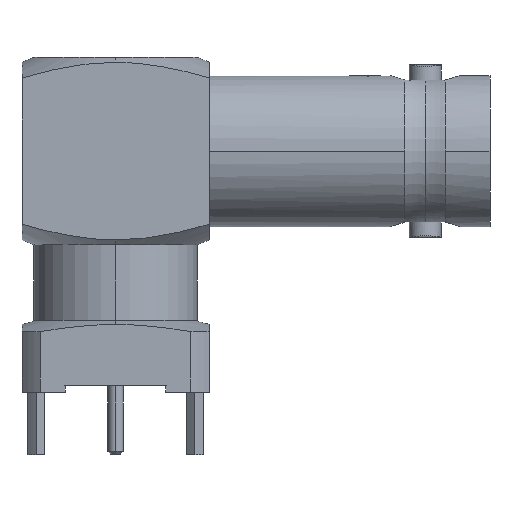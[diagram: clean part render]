
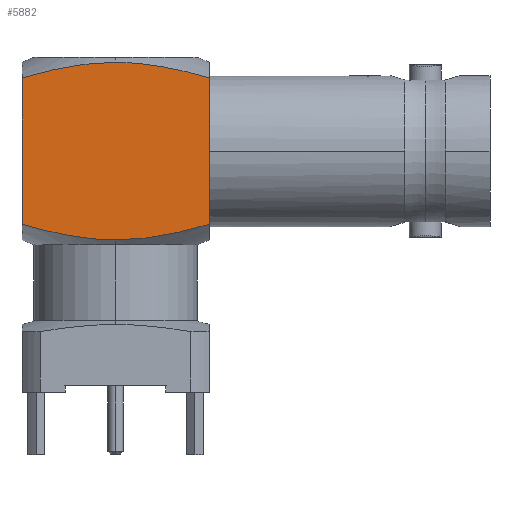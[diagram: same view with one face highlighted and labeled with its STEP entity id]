
A CAD part, left-side view. The second image highlights one B-rep face of the part: STEP entity #5882.
In plain terms, the highlighted planar face has unit normal (-1, 0, 0).
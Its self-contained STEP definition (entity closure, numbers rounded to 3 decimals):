
#41 = CARTESIAN_POINT ( 'NONE',  ( -6., 6., -10.693 ) ) ;
#724 = CARTESIAN_POINT ( 'NONE',  ( -6., -6., -1.307 ) ) ;
#775 = CARTESIAN_POINT ( 'NONE',  ( -6., 0., -0.303 ) ) ;
#1029 = CARTESIAN_POINT ( 'NONE',  ( -6., 0., -0.303 ) ) ;
#1207 = B_SPLINE_CURVE_WITH_KNOTS ( 'NONE', 3,
 ( #1029, #8861, #14115, #6299, #15391, #7610, #16700, #8926 ),
 .UNSPECIFIED., .F., .F.,
 ( 4, 2, 2, 4 ),
 ( 0.012, 0.014, 0.015, 0.018 ),
 .UNSPECIFIED. ) ;
#1333 = DIRECTION ( 'NONE',  ( 0., 0., -1. ) ) ;
#1373 = CARTESIAN_POINT ( 'NONE',  ( -6., 2.537, -11.495 ) ) ;
#1865 = B_SPLINE_CURVE_WITH_KNOTS ( 'NONE', 3,
 ( #11597, #15378, #14215, #6387, #15495, #7716 ),
 .UNSPECIFIED., .F., .F.,
 ( 4, 2, 4 ),
 ( 0.025, 0.028, 0.031 ),
 .UNSPECIFIED. ) ;
#2014 = LINE ( 'NONE', #2930, #8590 ) ;
#2193 = AXIS2_PLACEMENT_3D ( 'NONE', #6448, #15547, #7760 ) ;
#2265 = LINE ( 'NONE', #9230, #16152 ) ;
#2599 = CARTESIAN_POINT ( 'NONE',  ( -6., 0., -0.303 ) ) ;
#2666 = CARTESIAN_POINT ( 'NONE',  ( -6., 1.011, -11.671 ) ) ;
#2930 = CARTESIAN_POINT ( 'NONE',  ( -6., 6., 0. ) ) ;
#3359 = ORIENTED_EDGE ( 'NONE', *, *, #4287, .T. ) ;
#3531 = VERTEX_POINT ( 'NONE', #13265 ) ;
#3990 = CARTESIAN_POINT ( 'NONE',  ( -6., 0., -11.697 ) ) ;
#4105 = ORIENTED_EDGE ( 'NONE', *, *, #4509, .T. ) ;
#4256 = DIRECTION ( 'NONE',  ( 0., 0., 1. ) ) ;
#4287 = EDGE_CURVE ( 'NONE', #3531, #5368, #14355, .T. ) ;
#4509 = EDGE_CURVE ( 'NONE', #9675, #10150, #5141, .T. ) ;
#4636 = CARTESIAN_POINT ( 'NONE',  ( -6., 0., -11.697 ) ) ;
#4850 = EDGE_CURVE ( 'NONE', #5368, #16257, #1207, .T. ) ;
#4973 = CARTESIAN_POINT ( 'NONE',  ( -6., 6., -1.307 ) ) ;
#5141 = B_SPLINE_CURVE_WITH_KNOTS ( 'NONE', 3,
 ( #41, #15684, #6585, #1373, #10521, #2666, #11843, #3990 ),
 .UNSPECIFIED., .F., .F.,
 ( 4, 2, 2, 4 ),
 ( 0.019, 0.022, 0.023, 0.025 ),
 .UNSPECIFIED. ) ;
#5368 = VERTEX_POINT ( 'NONE', #2599 ) ;
#5882 = ADVANCED_FACE ( 'NONE', ( #15735 ), #16683, .T. ) ;
#6046 = EDGE_LOOP ( 'NONE', ( #9590, #4105, #15000, #7526, #3359, #14244 ) ) ;
#6299 = CARTESIAN_POINT ( 'NONE',  ( -6., 2.027, -0.43 ) ) ;
#6387 = CARTESIAN_POINT ( 'NONE',  ( -6., -4.019, -11.226 ) ) ;
#6448 = CARTESIAN_POINT ( 'NONE',  ( -6., -6., -12. ) ) ;
#6585 = CARTESIAN_POINT ( 'NONE',  ( -6., 4.045, -11.22 ) ) ;
#6990 = EDGE_CURVE ( 'NONE', #10150, #14163, #1865, .T. ) ;
#7299 = CARTESIAN_POINT ( 'NONE',  ( -6., -4.019, -0.774 ) ) ;
#7526 = ORIENTED_EDGE ( 'NONE', *, *, #15804, .F. ) ;
#7594 = CARTESIAN_POINT ( 'NONE',  ( -6., 6., -10.693 ) ) ;
#7610 = CARTESIAN_POINT ( 'NONE',  ( -6., 4.045, -0.78 ) ) ;
#7716 = CARTESIAN_POINT ( 'NONE',  ( -6., -6., -10.693 ) ) ;
#7760 = DIRECTION ( 'NONE',  ( 0., 0., 1. ) ) ;
#8590 = VECTOR ( 'NONE', #4256, 1000. ) ;
#8614 = CARTESIAN_POINT ( 'NONE',  ( -6., -1.012, -0.303 ) ) ;
#8861 = CARTESIAN_POINT ( 'NONE',  ( -6., 0.505, -0.303 ) ) ;
#8926 = CARTESIAN_POINT ( 'NONE',  ( -6., 6., -1.307 ) ) ;
#9230 = CARTESIAN_POINT ( 'NONE',  ( -6., -6., 0. ) ) ;
#9590 = ORIENTED_EDGE ( 'NONE', *, *, #16916, .F. ) ;
#9675 = VERTEX_POINT ( 'NONE', #7594 ) ;
#10150 = VERTEX_POINT ( 'NONE', #4636 ) ;
#10521 = CARTESIAN_POINT ( 'NONE',  ( -6., 2.027, -11.57 ) ) ;
#11597 = CARTESIAN_POINT ( 'NONE',  ( -6., 0., -11.697 ) ) ;
#11843 = CARTESIAN_POINT ( 'NONE',  ( -6., 0.505, -11.697 ) ) ;
#13265 = CARTESIAN_POINT ( 'NONE',  ( -6., -6., -1.307 ) ) ;
#13674 = CARTESIAN_POINT ( 'NONE',  ( -6., -6., -10.693 ) ) ;
#14115 = CARTESIAN_POINT ( 'NONE',  ( -6., 1.011, -0.329 ) ) ;
#14163 = VERTEX_POINT ( 'NONE', #13674 ) ;
#14215 = CARTESIAN_POINT ( 'NONE',  ( -6., -2.018, -11.589 ) ) ;
#14244 = ORIENTED_EDGE ( 'NONE', *, *, #4850, .T. ) ;
#14355 = B_SPLINE_CURVE_WITH_KNOTS ( 'NONE', 3,
 ( #724, #16345, #7299, #16400, #8614, #775 ),
 .UNSPECIFIED., .F., .F.,
 ( 4, 2, 4 ),
 ( 0.006, 0.009, 0.012 ),
 .UNSPECIFIED. ) ;
#15000 = ORIENTED_EDGE ( 'NONE', *, *, #6990, .T. ) ;
#15378 = CARTESIAN_POINT ( 'NONE',  ( -6., -1.012, -11.697 ) ) ;
#15391 = CARTESIAN_POINT ( 'NONE',  ( -6., 2.537, -0.505 ) ) ;
#15495 = CARTESIAN_POINT ( 'NONE',  ( -6., -5.016, -10.974 ) ) ;
#15547 = DIRECTION ( 'NONE',  ( -1., 0., 0. ) ) ;
#15684 = CARTESIAN_POINT ( 'NONE',  ( -6., 5.027, -10.971 ) ) ;
#15735 = FACE_OUTER_BOUND ( 'NONE', #6046, .T. ) ;
#15804 = EDGE_CURVE ( 'NONE', #3531, #14163, #2265, .T. ) ;
#16152 = VECTOR ( 'NONE', #1333, 1000. ) ;
#16257 = VERTEX_POINT ( 'NONE', #4973 ) ;
#16345 = CARTESIAN_POINT ( 'NONE',  ( -6., -5.016, -1.026 ) ) ;
#16400 = CARTESIAN_POINT ( 'NONE',  ( -6., -2.018, -0.411 ) ) ;
#16683 = PLANE ( 'NONE',  #2193 ) ;
#16700 = CARTESIAN_POINT ( 'NONE',  ( -6., 5.027, -1.029 ) ) ;
#16916 = EDGE_CURVE ( 'NONE', #9675, #16257, #2014, .T. ) ;
